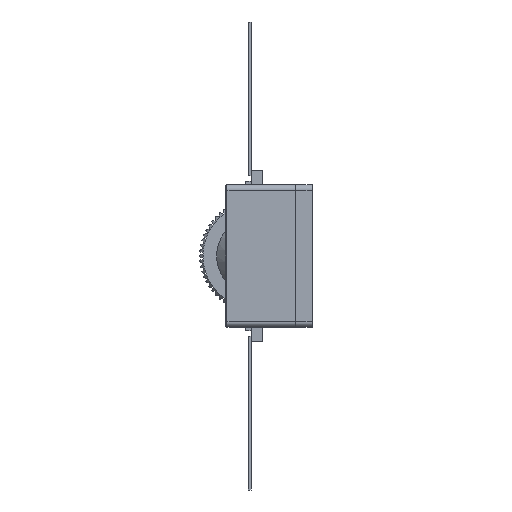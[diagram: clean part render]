
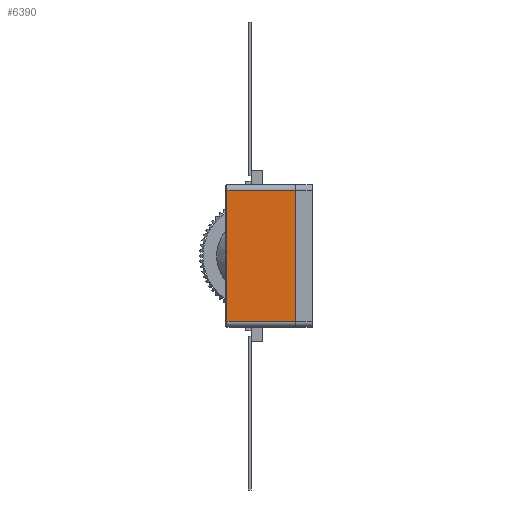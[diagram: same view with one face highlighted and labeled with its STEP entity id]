
A CAD part, left-side view. The second image highlights one B-rep face of the part: STEP entity #6390.
In plain terms, the highlighted planar face has unit normal (-1, 0, 0).
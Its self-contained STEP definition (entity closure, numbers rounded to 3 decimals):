
#1084 = LINE ( 'NONE', #11499, #18564 ) ;
#1402 = VERTEX_POINT ( 'NONE', #3806 ) ;
#2096 = CARTESIAN_POINT ( 'NONE',  ( -10.415, 1.5, 5.85 ) ) ;
#3072 = LINE ( 'NONE', #18688, #33169 ) ;
#3806 = CARTESIAN_POINT ( 'NONE',  ( -10.415, 7.6, 5.85 ) ) ;
#4459 = DIRECTION ( 'NONE',  ( 0., 0., 1. ) ) ;
#5009 = LINE ( 'NONE', #30997, #26822 ) ;
#6390 = ADVANCED_FACE ( 'NONE', ( #29730 ), #31995, .F. ) ;
#6627 = ORIENTED_EDGE ( 'NONE', *, *, #11250, .T. ) ;
#9662 = LINE ( 'NONE', #28220, #23783 ) ;
#10012 = VERTEX_POINT ( 'NONE', #25537 ) ;
#11250 = EDGE_CURVE ( 'NONE', #10012, #13562, #5009, .T. ) ;
#11499 = CARTESIAN_POINT ( 'NONE',  ( -10.415, 7.6, 5.85 ) ) ;
#11673 = DIRECTION ( 'NONE',  ( 0., 1., 0. ) ) ;
#12545 = EDGE_CURVE ( 'NONE', #13562, #22884, #9662, .T. ) ;
#13298 = DIRECTION ( 'NONE',  ( 0., 0., -1. ) ) ;
#13562 = VERTEX_POINT ( 'NONE', #23780 ) ;
#14453 = EDGE_CURVE ( 'NONE', #22884, #1402, #1084, .T. ) ;
#16178 = EDGE_LOOP ( 'NONE', ( #16582, #30437, #30177, #6627 ) ) ;
#16582 = ORIENTED_EDGE ( 'NONE', *, *, #12545, .T. ) ;
#18564 = VECTOR ( 'NONE', #11673, 1000. ) ;
#18688 = CARTESIAN_POINT ( 'NONE',  ( -10.415, 7.6, 6.35 ) ) ;
#21284 = DIRECTION ( 'NONE',  ( 1., 0., 0. ) ) ;
#22884 = VERTEX_POINT ( 'NONE', #2096 ) ;
#23229 = DIRECTION ( 'NONE',  ( 0., -1., 0. ) ) ;
#23567 = DIRECTION ( 'NONE',  ( 0., 0., 1. ) ) ;
#23780 = CARTESIAN_POINT ( 'NONE',  ( -10.415, 1.5, -5.85 ) ) ;
#23783 = VECTOR ( 'NONE', #4459, 1000. ) ;
#25537 = CARTESIAN_POINT ( 'NONE',  ( -10.415, 7.6, -5.85 ) ) ;
#26822 = VECTOR ( 'NONE', #23229, 1000. ) ;
#28220 = CARTESIAN_POINT ( 'NONE',  ( -10.415, 1.5, 6.35 ) ) ;
#28473 = EDGE_CURVE ( 'NONE', #10012, #1402, #3072, .T. ) ;
#29377 = AXIS2_PLACEMENT_3D ( 'NONE', #29405, #21284, #13298 ) ;
#29405 = CARTESIAN_POINT ( 'NONE',  ( -10.415, 7.6, 6.35 ) ) ;
#29730 = FACE_OUTER_BOUND ( 'NONE', #16178, .T. ) ;
#30177 = ORIENTED_EDGE ( 'NONE', *, *, #28473, .F. ) ;
#30437 = ORIENTED_EDGE ( 'NONE', *, *, #14453, .T. ) ;
#30997 = CARTESIAN_POINT ( 'NONE',  ( -10.415, 7.6, -5.85 ) ) ;
#31995 = PLANE ( 'NONE',  #29377 ) ;
#33169 = VECTOR ( 'NONE', #23567, 1000. ) ;
